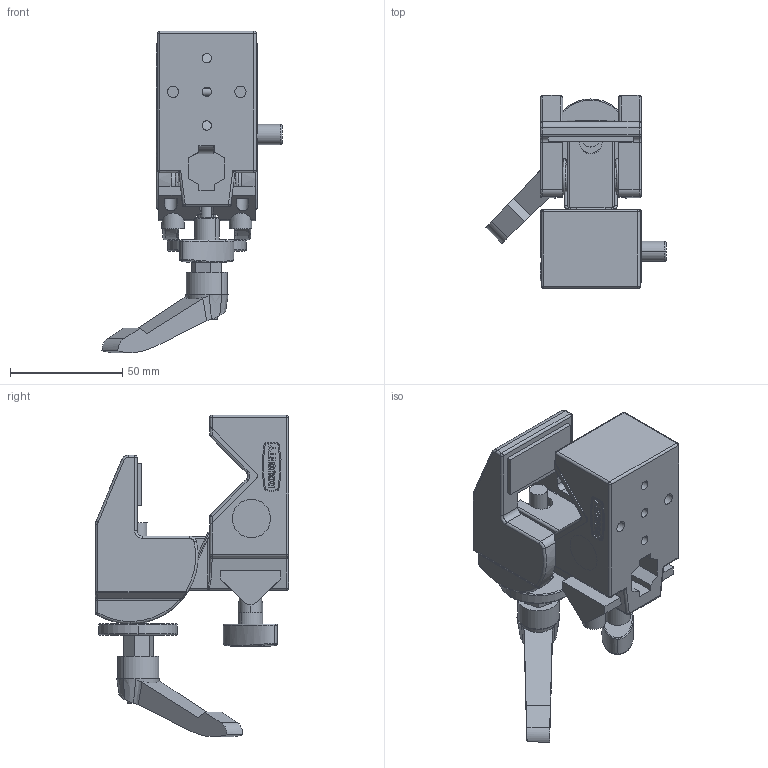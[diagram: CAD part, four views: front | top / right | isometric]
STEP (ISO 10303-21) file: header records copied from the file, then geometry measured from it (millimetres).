
FILE_DESCRIPTION (( 'STEP AP203' ), '1' );
FILE_NAME ('G1160.STEP', '2018-09-26T07:16:14', ( '' ), ( '' ), 'SwSTEP 2.0', 'SolidWorks 2016', '' );
FILE_SCHEMA (( 'CONFIG_CONTROL_DESIGN' ));
Length unit declared in the file: millimetre
Products named in the file (16): S0493-2; S0491-1_Compressed; S0496; S0490_S0490; S0493; S0497_S0497; S0498_S0498; S0491; S0409; S0494; S1574; S0492; G1160; S3433_S3433; S0491-2_Compressed; S3027
Assembly tree (15 placements, depth 3):
  G1160
    S0498_S0498
    S0490_S0490
    S3433_S3433
    S0496
    S0497_S0497
    S3027
    S0409
    S0494
    S0492
    S0493
    S1574
    S0493-2
    S0491
      S0491-1_Compressed
      S0491-2_Compressed
Bounding box: 80.17 x 85.98 x 143.21 mm (x, y, z)
Volume: 172471.8 mm3; surface area: 64571.9 mm2
Topology: 14 solids, 14 shells, 1015 faces, 2686 edges, 1712 vertices
Faces by surface type: plane 594, cylinder 235, bspline 92, torus 58, sphere 26, cone 10
Entity records: 39813 total; most frequent: CARTESIAN_POINT 13746, ORIENTED_EDGE 5316, DIRECTION 4700, EDGE_CURVE 2658, LINE 1812, VECTOR 1812, VERTEX_POINT 1712, AXIS2_PLACEMENT_3D 1444
